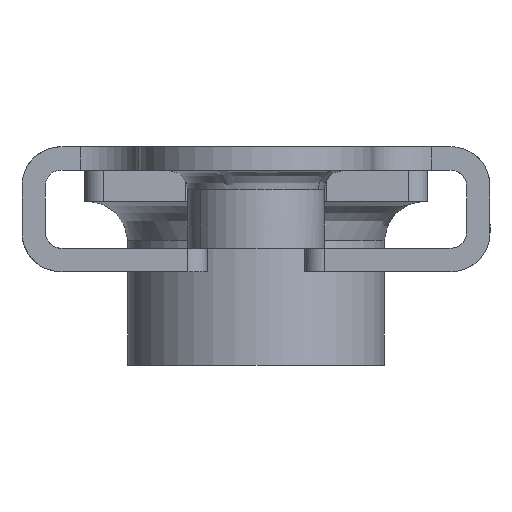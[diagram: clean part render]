
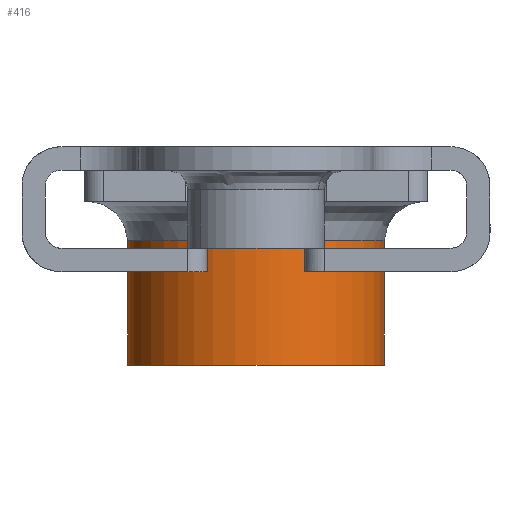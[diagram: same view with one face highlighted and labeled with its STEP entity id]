
A CAD part, left-side view. The second image highlights one B-rep face of the part: STEP entity #416.
In plain terms, the highlighted free-form (B-spline) face has degree [2, 1] with [5, 2] control points.
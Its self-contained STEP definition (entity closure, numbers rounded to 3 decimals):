
#10=CARTESIAN_POINT('',(-3.3,0.,-5.6));
#11=VERTEX_POINT('',#10);
#12=CARTESIAN_POINT('',(-0.259,3.29,-5.6));
#13=VERTEX_POINT('',#12);
#14=CARTESIAN_POINT('',(-3.3,0.,-5.6));
#15=CARTESIAN_POINT('',(-3.3,3.05,-5.6));
#16=CARTESIAN_POINT('',(-0.259,3.29,-5.6));
#24=(BOUNDED_CURVE()B_SPLINE_CURVE(2,(#14,#15,#16),.UNSPECIFIED.,.F.,.U.)B_SPLINE_CURVE_WITH_KNOTS((3,3),(0.0,0.236),.UNSPECIFIED.)CURVE()GEOMETRIC_REPRESENTATION_ITEM()RATIONAL_B_SPLINE_CURVE((1.0,0.723,0.97))REPRESENTATION_ITEM(''));
#25=EDGE_CURVE('',#11,#13,#24,.T.);
#44=CARTESIAN_POINT('',(0.259,-3.29,-5.6));
#45=VERTEX_POINT('',#44);
#59=CARTESIAN_POINT('',(0.259,-3.29,-5.6));
#60=CARTESIAN_POINT('',(0.13,-3.3,-5.6));
#61=CARTESIAN_POINT('',(0.,-3.3,-5.6));
#62=CARTESIAN_POINT('',(-3.3,-3.3,-5.6));
#63=CARTESIAN_POINT('',(-3.3,0.,-5.6));
#71=(BOUNDED_CURVE()B_SPLINE_CURVE(2,(#59,#60,#61,#62,#63),.UNSPECIFIED.,.F.,.U.)B_SPLINE_CURVE_WITH_KNOTS((3,2,3),(0.736,0.75,1.0),.UNSPECIFIED.)CURVE()GEOMETRIC_REPRESENTATION_ITEM()RATIONAL_B_SPLINE_CURVE((0.97,0.984,1.0,0.707,1.0))REPRESENTATION_ITEM(''));
#72=EDGE_CURVE('',#45,#11,#71,.T.);
#283=CARTESIAN_POINT('',(-0.259,3.29,-2.4));
#284=VERTEX_POINT('',#283);
#317=CARTESIAN_POINT('',(0.259,-3.29,-2.4));
#318=VERTEX_POINT('',#317);
#332=CARTESIAN_POINT('',(0.259,-3.29,-2.4));
#333=CARTESIAN_POINT('',(0.259,-3.29,-5.6));
#334=QUASI_UNIFORM_CURVE('',1,(#332,#333),.UNSPECIFIED.,.F.,.U.);
#335=EDGE_CURVE('',#318,#45,#334,.T.);
#339=CARTESIAN_POINT('',(-0.259,3.29,-2.4));
#340=CARTESIAN_POINT('',(-0.259,3.29,-5.6));
#341=QUASI_UNIFORM_CURVE('',1,(#339,#340),.UNSPECIFIED.,.F.,.U.);
#342=EDGE_CURVE('',#284,#13,#341,.T.);
#347=CARTESIAN_POINT('',(0.259,-3.29,-2.32));
#348=CARTESIAN_POINT('',(-3.031,-3.549,-2.32));
#349=CARTESIAN_POINT('',(-3.29,-0.259,-2.32));
#350=CARTESIAN_POINT('',(-3.549,3.031,-2.32));
#351=CARTESIAN_POINT('',(-0.259,3.29,-2.32));
#352=CARTESIAN_POINT('',(0.259,-3.29,-5.682));
#353=CARTESIAN_POINT('',(-3.031,-3.549,-5.682));
#354=CARTESIAN_POINT('',(-3.29,-0.259,-5.682));
#355=CARTESIAN_POINT('',(-3.549,3.031,-5.682));
#356=CARTESIAN_POINT('',(-0.259,3.29,-5.682));
#364=(BOUNDED_SURFACE()B_SPLINE_SURFACE(2,1,((#347,#352),(#348,#353),(#349,#354),(#350,#355),(#351,#356)),.UNSPECIFIED.,.F.,.F.,.U.)B_SPLINE_SURFACE_WITH_KNOTS((3,2,3),(2,2),(0.0,5.468,10.935),(0.0,3.362),.UNSPECIFIED.)GEOMETRIC_REPRESENTATION_ITEM()RATIONAL_B_SPLINE_SURFACE(((1.0,1.0),(0.707,0.707),(1.0,1.0),(0.707,0.707),(1.0,1.0)))REPRESENTATION_ITEM('')SURFACE());
#365=CARTESIAN_POINT('',(-3.3,0.,-2.4));
#366=VERTEX_POINT('',#365);
#367=CARTESIAN_POINT('',(-3.3,0.,-2.4));
#368=CARTESIAN_POINT('',(-3.3,3.05,-2.4));
#369=CARTESIAN_POINT('',(-0.259,3.29,-2.4));
#377=(BOUNDED_CURVE()B_SPLINE_CURVE(2,(#367,#368,#369),.UNSPECIFIED.,.F.,.U.)B_SPLINE_CURVE_WITH_KNOTS((3,3),(0.0,0.236),.UNSPECIFIED.)CURVE()GEOMETRIC_REPRESENTATION_ITEM()RATIONAL_B_SPLINE_CURVE((1.0,0.723,0.97))REPRESENTATION_ITEM(''));
#378=EDGE_CURVE('',#366,#284,#377,.T.);
#379=ORIENTED_EDGE('',*,*,#378,.T.);
#380=ORIENTED_EDGE('',*,*,#342,.T.);
#381=ORIENTED_EDGE('',*,*,#25,.F.);
#382=ORIENTED_EDGE('',*,*,#72,.F.);
#383=ORIENTED_EDGE('',*,*,#335,.F.);
#384=CARTESIAN_POINT('',(-3.3,-0.041,-2.4));
#385=VERTEX_POINT('',#384);
#386=CARTESIAN_POINT('',(0.259,-3.29,-2.4));
#387=CARTESIAN_POINT('',(0.13,-3.3,-2.4));
#388=CARTESIAN_POINT('',(0.,-3.3,-2.4));
#389=CARTESIAN_POINT('',(-3.259,-3.3,-2.4));
#390=CARTESIAN_POINT('',(-3.3,-0.041,-2.4));
#398=(BOUNDED_CURVE()B_SPLINE_CURVE(2,(#386,#387,#388,#389,#390),.UNSPECIFIED.,.F.,.U.)B_SPLINE_CURVE_WITH_KNOTS((3,2,3),(0.736,0.75,0.998),.UNSPECIFIED.)CURVE()GEOMETRIC_REPRESENTATION_ITEM()RATIONAL_B_SPLINE_CURVE((0.97,0.984,1.0,0.71,0.995))REPRESENTATION_ITEM(''));
#399=EDGE_CURVE('',#318,#385,#398,.T.);
#400=ORIENTED_EDGE('',*,*,#399,.T.);
#401=CARTESIAN_POINT('',(-3.3,-0.041,-2.4));
#402=CARTESIAN_POINT('',(-3.3,-0.021,-2.4));
#403=CARTESIAN_POINT('',(-3.3,0.,-2.4));
#411=(BOUNDED_CURVE()B_SPLINE_CURVE(2,(#401,#402,#403),.UNSPECIFIED.,.F.,.U.)B_SPLINE_CURVE_WITH_KNOTS((3,3),(0.998,1.0),.UNSPECIFIED.)CURVE()GEOMETRIC_REPRESENTATION_ITEM()RATIONAL_B_SPLINE_CURVE((0.995,0.997,1.0))REPRESENTATION_ITEM(''));
#412=EDGE_CURVE('',#385,#366,#411,.T.);
#413=ORIENTED_EDGE('',*,*,#412,.T.);
#414=EDGE_LOOP('',(#379,#380,#381,#382,#383,#400,#413));
#415=FACE_OUTER_BOUND('',#414,.T.);
#416=ADVANCED_FACE('',(#415),#364,.T.);
